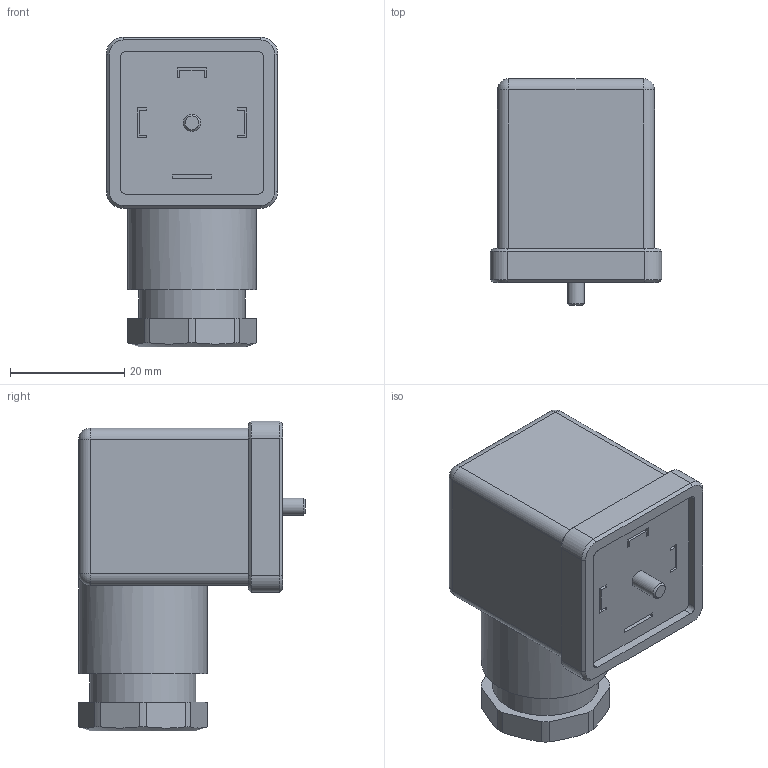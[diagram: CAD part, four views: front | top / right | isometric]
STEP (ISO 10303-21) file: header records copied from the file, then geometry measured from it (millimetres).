
FILE_DESCRIPTION(/* description */ ('STEP AP214'),/* implementation_level */ '2;1');
FILE_NAME(/* name */ '164274_PEV-1_4-WD-LED-24',/* time_stamp */ '2024-09-11T12:38:00+02:00',/* author */ ('License CC BY-ND 4.0'),/* organization */ ('CADENAS'),/* preprocessor_version */ 'ST-DEVELOPER v19.3',/* originating_system */ 'PARTsolutions',/* authorisation */ ' ');
FILE_SCHEMA (('AUTOMOTIVE_DESIGN {1 0 10303 214 3 1 1}'));
Length unit declared in the file: millimetre
Products named in the file (1): 164274 PEV-1/4-WD-LED-24
Bounding box: 30 x 39.7 x 54.25 mm (x, y, z)
Volume: 35533.5 mm3; surface area: 8391.2 mm2
Topology: 1 solids, 1 shells, 112 faces, 275 edges, 171 vertices
Faces by surface type: plane 69, cylinder 29, cone 10, sphere 4
Full cylindrical faces by diameter (mm): 3 x1, 8 x1, 18.6 x1, 22.5 x1
Entity records: 3993 total; most frequent: CARTESIAN_POINT 575, DIRECTION 544, ORIENTED_EDGE 524, EDGE_CURVE 262, LINE 186, VECTOR 186, AXIS2_PLACEMENT_3D 179, VERTEX_POINT 168
